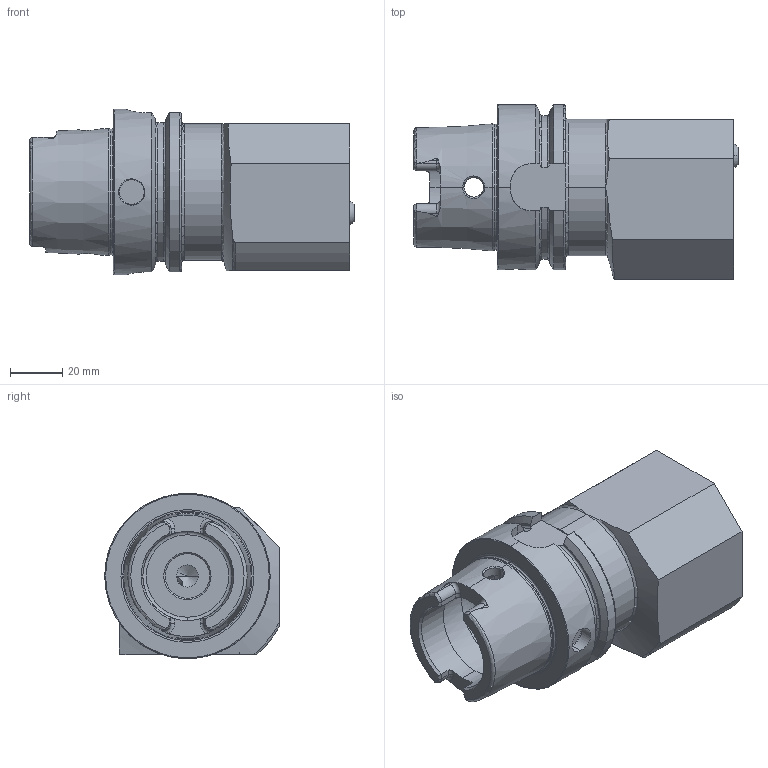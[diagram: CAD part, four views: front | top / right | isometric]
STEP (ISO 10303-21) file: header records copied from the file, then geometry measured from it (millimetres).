
FILE_DESCRIPTION (( 'STEP AP214' ), '1' );
FILE_NAME ('HA6.V20.R11.090.STEP', '2020-09-16T14:33:38', ( '' ), ( '' ), 'SwSTEP 2.0', 'SolidWorks 2017', '' );
FILE_SCHEMA (( 'AUTOMOTIVE_DESIGN' ));
Length unit declared in the file: millimetre
Products named in the file (6): HA6.V20.R11.090; KU1-U12.001.010_1; HA6-V20.R11.090_B; KU1-U12.001.010_2; ISO 4026 - M10 x 25; KU1-U12.001.010
Assembly tree (6 placements, depth 3):
  HA6.V20.R11.090
    HA6-V20.R11.090_B
    ISO 4026 - M10 x 25  x2
    KU1-U12.001.010
      KU1-U12.001.010_1
      KU1-U12.001.010_2
Bounding box: 123.7 x 66.5 x 63 mm (x, y, z)
Volume: 242863.6 mm3; surface area: 44469.3 mm2
Topology: 5 solids, 5 shells, 240 faces, 625 edges, 389 vertices
Faces by surface type: plane 75, cylinder 68, cone 53, torus 36, bspline 4, sphere 4
Entity records: 8397 total; most frequent: CARTESIAN_POINT 2663, ORIENTED_EDGE 1158, DIRECTION 1132, EDGE_CURVE 579, AXIS2_PLACEMENT_3D 459, VERTEX_POINT 363, EDGE_LOOP 240, CIRCLE 228
